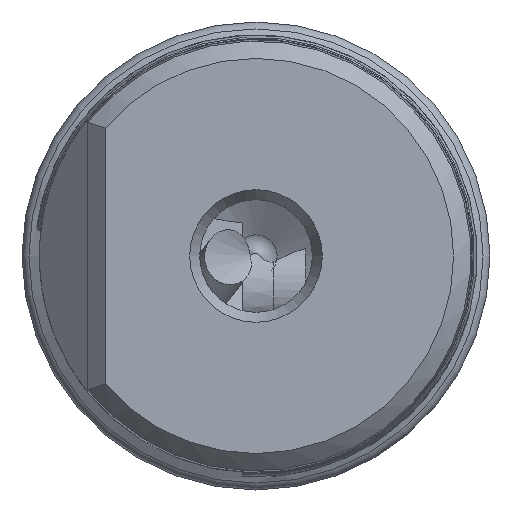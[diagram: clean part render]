
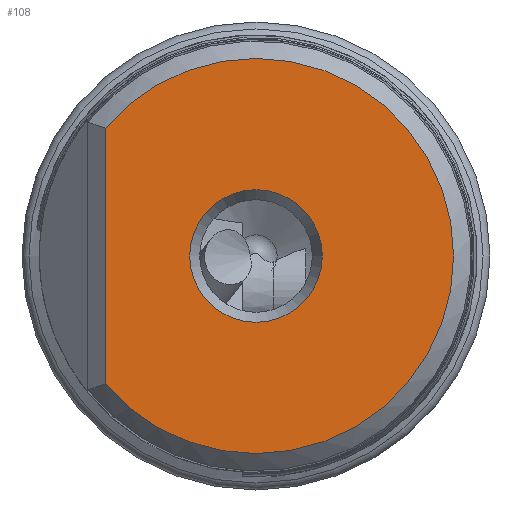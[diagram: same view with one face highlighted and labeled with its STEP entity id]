
A CAD part, left-side view. The second image highlights one B-rep face of the part: STEP entity #108.
In plain terms, the highlighted planar face has unit normal (-1, 0, 0).
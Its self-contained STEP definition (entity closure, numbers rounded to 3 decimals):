
#1 = LINE ( 'NONE', #467, #823 ) ;
#4 = CARTESIAN_POINT ( 'NONE',  ( -104.5, 11.4, 0. ) ) ;
#23 = DIRECTION ( 'NONE',  ( 0., 1., 0. ) ) ;
#73 = VERTEX_POINT ( 'NONE', #1285 ) ;
#103 = EDGE_CURVE ( 'NONE', #758, #758, #268, .T. ) ;
#108 = ADVANCED_FACE ( 'NONE', ( #859, #117 ), #1277, .T. ) ;
#117 = FACE_OUTER_BOUND ( 'NONE', #471, .T. ) ;
#123 = CARTESIAN_POINT ( 'NONE',  ( -104.5, 0., 0. ) ) ;
#188 = DIRECTION ( 'NONE',  ( 1., 0., 0. ) ) ;
#268 = CIRCLE ( 'NONE', #1202, 3.827 ) ;
#283 = CIRCLE ( 'NONE', #620, 11.4 ) ;
#315 = EDGE_LOOP ( 'NONE', ( #609 ) ) ;
#355 = DIRECTION ( 'NONE',  ( 0., 0., -1. ) ) ;
#467 = CARTESIAN_POINT ( 'NONE',  ( -104.5, 8.7, 0. ) ) ;
#471 = EDGE_LOOP ( 'NONE', ( #695, #967 ) ) ;
#609 = ORIENTED_EDGE ( 'NONE', *, *, #103, .T. ) ;
#620 = AXIS2_PLACEMENT_3D ( 'NONE', #123, #808, #23 ) ;
#695 = ORIENTED_EDGE ( 'NONE', *, *, #1157, .F. ) ;
#758 = VERTEX_POINT ( 'NONE', #980 ) ;
#764 = DIRECTION ( 'NONE',  ( -1., 0., 0. ) ) ;
#808 = DIRECTION ( 'NONE',  ( 1., 0., 0. ) ) ;
#811 = CARTESIAN_POINT ( 'NONE',  ( -104.5, 8.7, 7.367 ) ) ;
#823 = VECTOR ( 'NONE', #1241, 1000. ) ;
#847 = DIRECTION ( 'NONE',  ( 0., -1., 0. ) ) ;
#859 = FACE_BOUND ( 'NONE', #315, .T. ) ;
#967 = ORIENTED_EDGE ( 'NONE', *, *, #1151, .T. ) ;
#980 = CARTESIAN_POINT ( 'NONE',  ( -104.5, 0., -3.827 ) ) ;
#1151 = EDGE_CURVE ( 'NONE', #1171, #73, #1, .T. ) ;
#1157 = EDGE_CURVE ( 'NONE', #1171, #73, #283, .T. ) ;
#1171 = VERTEX_POINT ( 'NONE', #811 ) ;
#1202 = AXIS2_PLACEMENT_3D ( 'NONE', #1348, #188, #355 ) ;
#1241 = DIRECTION ( 'NONE',  ( 0., 0., -1. ) ) ;
#1277 = PLANE ( 'NONE',  #1438 ) ;
#1285 = CARTESIAN_POINT ( 'NONE',  ( -104.5, 8.7, -7.367 ) ) ;
#1348 = CARTESIAN_POINT ( 'NONE',  ( -104.5, 0., 0. ) ) ;
#1438 = AXIS2_PLACEMENT_3D ( 'NONE', #4, #764, #847 ) ;
